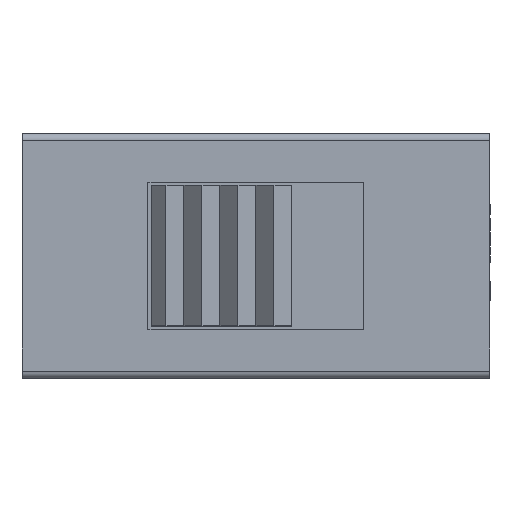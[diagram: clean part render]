
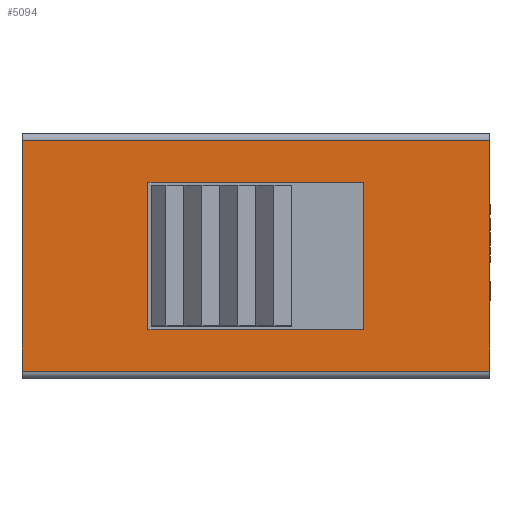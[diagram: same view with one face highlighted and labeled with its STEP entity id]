
A CAD part, top view. The second image highlights one B-rep face of the part: STEP entity #5094.
In plain terms, the highlighted planar face has unit normal (0, 0, 1).
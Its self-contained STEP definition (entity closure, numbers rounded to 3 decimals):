
#67 = CARTESIAN_POINT ( 'NONE',  ( 6.5, 3.2, 6.4 ) ) ;
#515 = DIRECTION ( 'NONE',  ( -1., 0., 0. ) ) ;
#538 = DIRECTION ( 'NONE',  ( 0., -1., 0. ) ) ;
#565 = FACE_BOUND ( 'NONE', #6020, .T. ) ;
#1321 = DIRECTION ( 'NONE',  ( -1., 0., 0. ) ) ;
#1745 = CARTESIAN_POINT ( 'NONE',  ( 3., 2.05, 6.4 ) ) ;
#2103 = ORIENTED_EDGE ( 'NONE', *, *, #12159, .F. ) ;
#2726 = CARTESIAN_POINT ( 'NONE',  ( 0., -3.2, 6.4 ) ) ;
#3129 = LINE ( 'NONE', #16633, #16036 ) ;
#3157 = EDGE_CURVE ( 'NONE', #11456, #6045, #7074, .T. ) ;
#3456 = EDGE_CURVE ( 'NONE', #4666, #18726, #14920, .T. ) ;
#4373 = LINE ( 'NONE', #12090, #12139 ) ;
#4666 = VERTEX_POINT ( 'NONE', #9720 ) ;
#4971 = CARTESIAN_POINT ( 'NONE',  ( -3., -2.05, 6.4 ) ) ;
#5094 = ADVANCED_FACE ( 'NONE', ( #11097, #565 ), #8177, .F. ) ;
#5258 = ORIENTED_EDGE ( 'NONE', *, *, #3456, .F. ) ;
#5469 = CARTESIAN_POINT ( 'NONE',  ( -3., -2.05, 6.4 ) ) ;
#5657 = CARTESIAN_POINT ( 'NONE',  ( 6.5, -3.4, 6.4 ) ) ;
#6020 = EDGE_LOOP ( 'NONE', ( #19742, #5258, #2103, #10066 ) ) ;
#6045 = VERTEX_POINT ( 'NONE', #9470 ) ;
#6602 = DIRECTION ( 'NONE',  ( 0., 0., -1. ) ) ;
#6709 = DIRECTION ( 'NONE',  ( -1., 0., 0. ) ) ;
#7013 = CARTESIAN_POINT ( 'NONE',  ( -3., 2.05, 6.4 ) ) ;
#7074 = LINE ( 'NONE', #2726, #12065 ) ;
#7286 = DIRECTION ( 'NONE',  ( 0., 1., 0. ) ) ;
#8136 = DIRECTION ( 'NONE',  ( 0., -1., 0. ) ) ;
#8177 = PLANE ( 'NONE',  #8453 ) ;
#8183 = VERTEX_POINT ( 'NONE', #67 ) ;
#8231 = LINE ( 'NONE', #14318, #8448 ) ;
#8448 = VECTOR ( 'NONE', #8136, 1000. ) ;
#8453 = AXIS2_PLACEMENT_3D ( 'NONE', #9388, #6602, #6709 ) ;
#8460 = EDGE_CURVE ( 'NONE', #13643, #11456, #8231, .T. ) ;
#8711 = DIRECTION ( 'NONE',  ( 1., 0., 0. ) ) ;
#9388 = CARTESIAN_POINT ( 'NONE',  ( 0., 0., 6.4 ) ) ;
#9470 = CARTESIAN_POINT ( 'NONE',  ( 6.5, -3.2, 6.4 ) ) ;
#9720 = CARTESIAN_POINT ( 'NONE',  ( -3., -2.05, 6.4 ) ) ;
#10066 = ORIENTED_EDGE ( 'NONE', *, *, #12459, .F. ) ;
#10256 = ORIENTED_EDGE ( 'NONE', *, *, #13608, .T. ) ;
#10996 = EDGE_CURVE ( 'NONE', #18726, #18459, #4373, .T. ) ;
#11097 = FACE_OUTER_BOUND ( 'NONE', #14110, .T. ) ;
#11456 = VERTEX_POINT ( 'NONE', #19210 ) ;
#11562 = DIRECTION ( 'NONE',  ( 1., 0., 0. ) ) ;
#11684 = ORIENTED_EDGE ( 'NONE', *, *, #13683, .T. ) ;
#12065 = VECTOR ( 'NONE', #11562, 1000. ) ;
#12090 = CARTESIAN_POINT ( 'NONE',  ( 3., -2.05, 6.4 ) ) ;
#12139 = VECTOR ( 'NONE', #7286, 1000. ) ;
#12159 = EDGE_CURVE ( 'NONE', #17550, #4666, #18053, .T. ) ;
#12459 = EDGE_CURVE ( 'NONE', #18459, #17550, #14117, .T. ) ;
#12495 = VECTOR ( 'NONE', #538, 1000. ) ;
#12519 = CARTESIAN_POINT ( 'NONE',  ( 3., -2.05, 6.4 ) ) ;
#12961 = CARTESIAN_POINT ( 'NONE',  ( -6.5, 3.2, 6.4 ) ) ;
#13608 = EDGE_CURVE ( 'NONE', #6045, #8183, #19037, .T. ) ;
#13643 = VERTEX_POINT ( 'NONE', #12961 ) ;
#13683 = EDGE_CURVE ( 'NONE', #8183, #13643, #3129, .T. ) ;
#14110 = EDGE_LOOP ( 'NONE', ( #16249, #14984, #10256, #11684 ) ) ;
#14117 = LINE ( 'NONE', #14209, #16021 ) ;
#14209 = CARTESIAN_POINT ( 'NONE',  ( -3., 2.05, 6.4 ) ) ;
#14318 = CARTESIAN_POINT ( 'NONE',  ( -6.5, -3.4, 6.4 ) ) ;
#14920 = LINE ( 'NONE', #5469, #15970 ) ;
#14984 = ORIENTED_EDGE ( 'NONE', *, *, #3157, .T. ) ;
#15970 = VECTOR ( 'NONE', #8711, 1000. ) ;
#16021 = VECTOR ( 'NONE', #515, 1000. ) ;
#16036 = VECTOR ( 'NONE', #1321, 1000. ) ;
#16249 = ORIENTED_EDGE ( 'NONE', *, *, #8460, .T. ) ;
#16633 = CARTESIAN_POINT ( 'NONE',  ( 0., 3.2, 6.4 ) ) ;
#17476 = DIRECTION ( 'NONE',  ( 0., 1., 0. ) ) ;
#17550 = VERTEX_POINT ( 'NONE', #7013 ) ;
#18053 = LINE ( 'NONE', #4971, #12495 ) ;
#18243 = VECTOR ( 'NONE', #17476, 1000. ) ;
#18459 = VERTEX_POINT ( 'NONE', #1745 ) ;
#18726 = VERTEX_POINT ( 'NONE', #12519 ) ;
#19037 = LINE ( 'NONE', #5657, #18243 ) ;
#19210 = CARTESIAN_POINT ( 'NONE',  ( -6.5, -3.2, 6.4 ) ) ;
#19742 = ORIENTED_EDGE ( 'NONE', *, *, #10996, .F. ) ;
